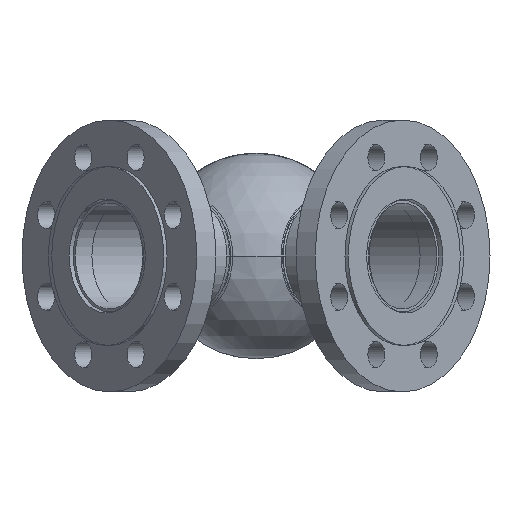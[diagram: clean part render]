
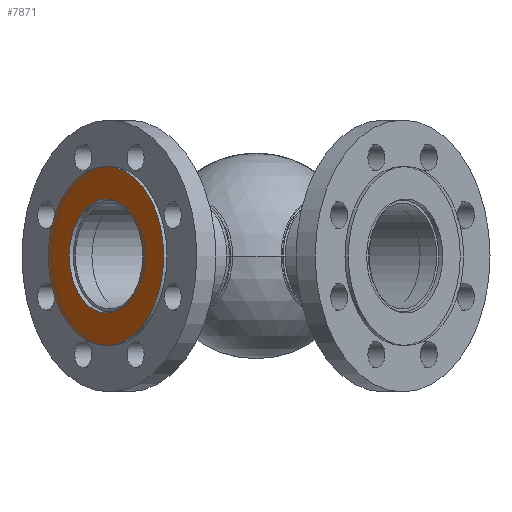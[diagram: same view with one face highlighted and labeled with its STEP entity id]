
A CAD part, front view. The second image highlights one B-rep face of the part: STEP entity #7871.
In plain terms, the highlighted planar face has unit normal (-0.766, -0.643, 0).
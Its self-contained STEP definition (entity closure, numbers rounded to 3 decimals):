
#242 = DIRECTION ( 'NONE',  ( 0.766, 0.643, 0. ) ) ;
#572 = EDGE_CURVE ( 'NONE', #30270, #22055, #27150, .T. ) ;
#676 = DIRECTION ( 'NONE',  ( 0., 0., -1. ) ) ;
#1577 = EDGE_CURVE ( 'NONE', #22055, #30270, #32346, .T. ) ;
#2665 = CIRCLE ( 'NONE', #43164, 61. ) ;
#2719 = AXIS2_PLACEMENT_3D ( 'NONE', #18702, #9112, #25860 ) ;
#2817 = CARTESIAN_POINT ( 'NONE',  ( -102.032, -756.286, -61. ) ) ;
#2864 = AXIS2_PLACEMENT_3D ( 'NONE', #39463, #19736, #9416 ) ;
#3050 = ORIENTED_EDGE ( 'NONE', *, *, #30922, .F. ) ;
#3570 = CARTESIAN_POINT ( 'NONE',  ( -102.032, -756.286, 0. ) ) ;
#4232 = CIRCLE ( 'NONE', #2864, 61. ) ;
#7368 = PLANE ( 'NONE',  #2719 ) ;
#7871 = ADVANCED_FACE ( 'NONE', ( #8938, #17244 ), #7368, .T. ) ;
#8006 = DIRECTION ( 'NONE',  ( 0.766, 0.643, 0. ) ) ;
#8343 = VERTEX_POINT ( 'NONE', #2817 ) ;
#8938 = FACE_BOUND ( 'NONE', #37742, .T. ) ;
#9112 = DIRECTION ( 'NONE',  ( -0.766, -0.643, 0. ) ) ;
#9416 = DIRECTION ( 'NONE',  ( 0., 0., -1. ) ) ;
#12238 = VERTEX_POINT ( 'NONE', #21026 ) ;
#15502 = ORIENTED_EDGE ( 'NONE', *, *, #1577, .T. ) ;
#16446 = DIRECTION ( 'NONE',  ( 0.766, 0.643, 0. ) ) ;
#17244 = FACE_OUTER_BOUND ( 'NONE', #37249, .T. ) ;
#18702 = CARTESIAN_POINT ( 'NONE',  ( -126.94, -726.601, 0. ) ) ;
#19736 = DIRECTION ( 'NONE',  ( 0.766, 0.643, 0. ) ) ;
#20135 = DIRECTION ( 'NONE',  ( 0., 0., -1. ) ) ;
#20632 = CARTESIAN_POINT ( 'NONE',  ( -102.032, -756.286, 38.75 ) ) ;
#21026 = CARTESIAN_POINT ( 'NONE',  ( -102.032, -756.286, 61. ) ) ;
#22055 = VERTEX_POINT ( 'NONE', #20632 ) ;
#25860 = DIRECTION ( 'NONE',  ( 0., 0., 1. ) ) ;
#27150 = CIRCLE ( 'NONE', #32734, 38.75 ) ;
#28738 = CARTESIAN_POINT ( 'NONE',  ( -102.032, -756.286, -38.75 ) ) ;
#30270 = VERTEX_POINT ( 'NONE', #28738 ) ;
#30542 = ORIENTED_EDGE ( 'NONE', *, *, #572, .T. ) ;
#30922 = EDGE_CURVE ( 'NONE', #12238, #8343, #2665, .T. ) ;
#31790 = CARTESIAN_POINT ( 'NONE',  ( -102.032, -756.286, 0. ) ) ;
#32346 = CIRCLE ( 'NONE', #39487, 38.75 ) ;
#32734 = AXIS2_PLACEMENT_3D ( 'NONE', #31790, #8006, #41567 ) ;
#33483 = CARTESIAN_POINT ( 'NONE',  ( -102.032, -756.286, 0. ) ) ;
#37249 = EDGE_LOOP ( 'NONE', ( #42262, #3050 ) ) ;
#37742 = EDGE_LOOP ( 'NONE', ( #30542, #15502 ) ) ;
#39463 = CARTESIAN_POINT ( 'NONE',  ( -102.032, -756.286, 0. ) ) ;
#39487 = AXIS2_PLACEMENT_3D ( 'NONE', #3570, #242, #676 ) ;
#40459 = EDGE_CURVE ( 'NONE', #8343, #12238, #4232, .T. ) ;
#41567 = DIRECTION ( 'NONE',  ( 0., 0., -1. ) ) ;
#42262 = ORIENTED_EDGE ( 'NONE', *, *, #40459, .F. ) ;
#43164 = AXIS2_PLACEMENT_3D ( 'NONE', #33483, #16446, #20135 ) ;
